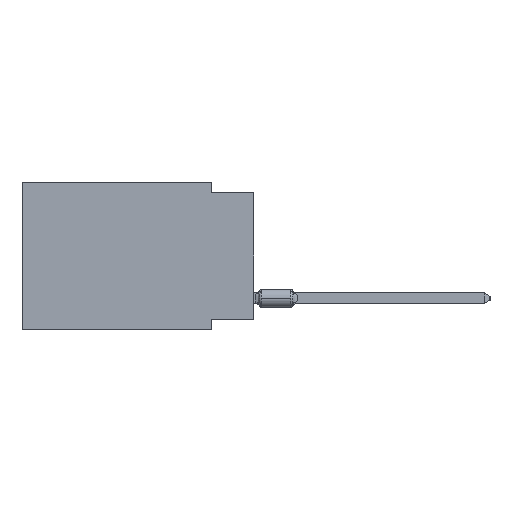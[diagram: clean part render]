
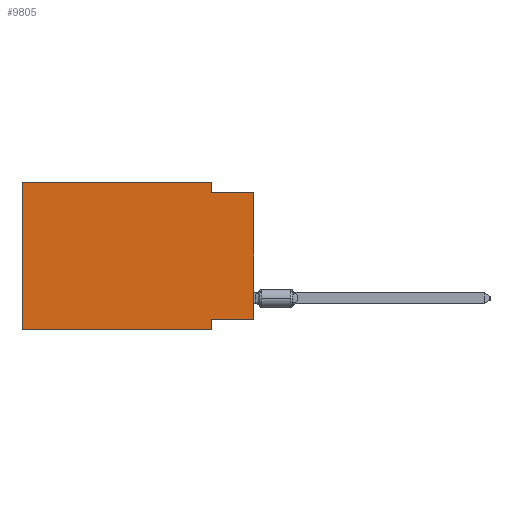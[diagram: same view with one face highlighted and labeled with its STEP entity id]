
A CAD part, left-side view. The second image highlights one B-rep face of the part: STEP entity #9805.
In plain terms, the highlighted planar face has unit normal (-1, 0, 0).
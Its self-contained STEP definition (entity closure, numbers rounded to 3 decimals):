
#326 = LINE ( 'NONE', #11666, #65596 ) ;
#913 = CARTESIAN_POINT ( 'NONE',  ( 0., 0., 0. ) ) ;
#1803 = ORIENTED_EDGE ( 'NONE', *, *, #7756, .T. ) ;
#2643 = EDGE_CURVE ( 'NONE', #39417, #40035, #23869, .T. ) ;
#2863 = EDGE_CURVE ( 'NONE', #71903, #41194, #13743, .T. ) ;
#4166 = CARTESIAN_POINT ( 'NONE',  ( 0., 13.97, -8.89 ) ) ;
#6885 = DIRECTION ( 'NONE',  ( 0., 1., 0. ) ) ;
#7320 = VERTEX_POINT ( 'NONE', #18829 ) ;
#7756 = EDGE_CURVE ( 'NONE', #71903, #43327, #42266, .T. ) ;
#8551 = CARTESIAN_POINT ( 'NONE',  ( 0., 2.54, -8.89 ) ) ;
#9805 = ADVANCED_FACE ( 'NONE', ( #63662 ), #13985, .F. ) ;
#11002 = ORIENTED_EDGE ( 'NONE', *, *, #64718, .F. ) ;
#11270 = DIRECTION ( 'NONE',  ( 0., -1., 0. ) ) ;
#11367 = VERTEX_POINT ( 'NONE', #79801 ) ;
#11666 = CARTESIAN_POINT ( 'NONE',  ( 0., 13.97, -8.89 ) ) ;
#12566 = VECTOR ( 'NONE', #64323, 1000. ) ;
#13743 = LINE ( 'NONE', #49310, #13999 ) ;
#13985 = PLANE ( 'NONE',  #68770 ) ;
#13999 = VECTOR ( 'NONE', #6885, 1000. ) ;
#15766 = DIRECTION ( 'NONE',  ( 0., 0., 1. ) ) ;
#18829 = CARTESIAN_POINT ( 'NONE',  ( 0., 13.97, 0. ) ) ;
#19897 = EDGE_CURVE ( 'NONE', #54226, #7320, #22221, .T. ) ;
#22221 = LINE ( 'NONE', #76806, #75535 ) ;
#23244 = CARTESIAN_POINT ( 'NONE',  ( 0., 0., -8.255 ) ) ;
#23455 = DIRECTION ( 'NONE',  ( 0., 0., -1. ) ) ;
#23869 = LINE ( 'NONE', #79229, #68171 ) ;
#26500 = DIRECTION ( 'NONE',  ( 0., 0., -1. ) ) ;
#26888 = DIRECTION ( 'NONE',  ( 1., 0., 0. ) ) ;
#28967 = DIRECTION ( 'NONE',  ( 0., -1., 0. ) ) ;
#30765 = CARTESIAN_POINT ( 'NONE',  ( 0., 2.54, 0. ) ) ;
#34309 = CARTESIAN_POINT ( 'NONE',  ( 0., 2.54, -8.255 ) ) ;
#35030 = CARTESIAN_POINT ( 'NONE',  ( 0., 2.54, -0.635 ) ) ;
#35092 = CARTESIAN_POINT ( 'NONE',  ( 0., 0., -0.635 ) ) ;
#35097 = VECTOR ( 'NONE', #76415, 1000. ) ;
#38650 = CARTESIAN_POINT ( 'NONE',  ( 0., 13.97, 0. ) ) ;
#39260 = LINE ( 'NONE', #8551, #35097 ) ;
#39417 = VERTEX_POINT ( 'NONE', #30765 ) ;
#39684 = LINE ( 'NONE', #46129, #12566 ) ;
#40035 = VERTEX_POINT ( 'NONE', #35030 ) ;
#41194 = VERTEX_POINT ( 'NONE', #34309 ) ;
#42266 = LINE ( 'NONE', #913, #67230 ) ;
#42688 = VECTOR ( 'NONE', #28967, 1000. ) ;
#43327 = VERTEX_POINT ( 'NONE', #35092 ) ;
#44073 = EDGE_CURVE ( 'NONE', #40035, #43327, #39684, .T. ) ;
#46129 = CARTESIAN_POINT ( 'NONE',  ( 0., 0., -0.635 ) ) ;
#47756 = EDGE_LOOP ( 'NONE', ( #1803, #55691, #49828, #11002, #57553, #73007, #78857, #68716 ) ) ;
#49310 = CARTESIAN_POINT ( 'NONE',  ( 0., 0., -8.255 ) ) ;
#49814 = DIRECTION ( 'NONE',  ( 0., 0., 1. ) ) ;
#49828 = ORIENTED_EDGE ( 'NONE', *, *, #2643, .F. ) ;
#52417 = LINE ( 'NONE', #65746, #42688 ) ;
#54226 = VERTEX_POINT ( 'NONE', #4166 ) ;
#54602 = EDGE_CURVE ( 'NONE', #41194, #11367, #39260, .T. ) ;
#55691 = ORIENTED_EDGE ( 'NONE', *, *, #44073, .F. ) ;
#57553 = ORIENTED_EDGE ( 'NONE', *, *, #19897, .F. ) ;
#63240 = EDGE_CURVE ( 'NONE', #54226, #11367, #326, .T. ) ;
#63662 = FACE_OUTER_BOUND ( 'NONE', #47756, .T. ) ;
#64323 = DIRECTION ( 'NONE',  ( 0., -1., 0. ) ) ;
#64718 = EDGE_CURVE ( 'NONE', #7320, #39417, #52417, .T. ) ;
#65596 = VECTOR ( 'NONE', #11270, 1000. ) ;
#65746 = CARTESIAN_POINT ( 'NONE',  ( 0., 13.97, 0. ) ) ;
#67230 = VECTOR ( 'NONE', #49814, 1000. ) ;
#68171 = VECTOR ( 'NONE', #23455, 1000. ) ;
#68716 = ORIENTED_EDGE ( 'NONE', *, *, #2863, .F. ) ;
#68770 = AXIS2_PLACEMENT_3D ( 'NONE', #38650, #26888, #26500 ) ;
#71903 = VERTEX_POINT ( 'NONE', #23244 ) ;
#73007 = ORIENTED_EDGE ( 'NONE', *, *, #63240, .T. ) ;
#75535 = VECTOR ( 'NONE', #15766, 1000. ) ;
#76415 = DIRECTION ( 'NONE',  ( 0., 0., -1. ) ) ;
#76806 = CARTESIAN_POINT ( 'NONE',  ( 0., 13.97, 0. ) ) ;
#78857 = ORIENTED_EDGE ( 'NONE', *, *, #54602, .F. ) ;
#79229 = CARTESIAN_POINT ( 'NONE',  ( 0., 2.54, 0. ) ) ;
#79801 = CARTESIAN_POINT ( 'NONE',  ( 0., 2.54, -8.89 ) ) ;
